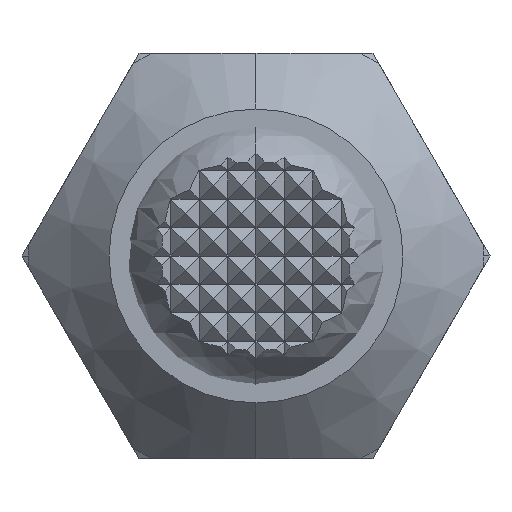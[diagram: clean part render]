
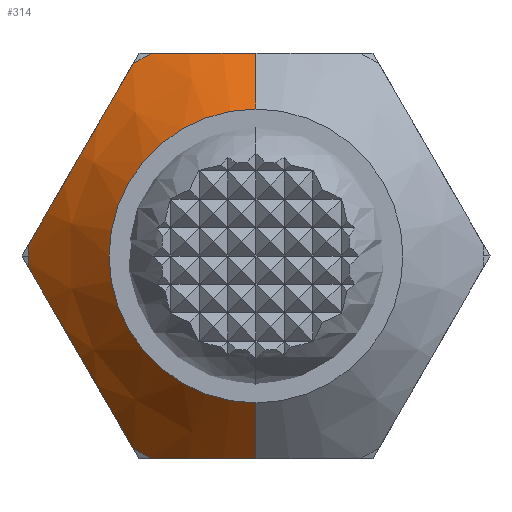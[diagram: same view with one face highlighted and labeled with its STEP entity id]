
A CAD part, left-side view. The second image highlights one B-rep face of the part: STEP entity #314.
In plain terms, the highlighted conical face has half-angle 45 degrees and reference radius 16.3 mm.
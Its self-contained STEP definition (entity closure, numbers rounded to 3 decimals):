
#314=ADVANCED_FACE('',(#880),#881,.T.);
#880=FACE_OUTER_BOUND('',#1712,.T.);
#881=CONICAL_SURFACE('',#1713,16.3,0.785);
#1712=EDGE_LOOP('',(#2532,#2533,#2534,#2535,#2536,#2537,#2538,#2539,#2540,#2541,#2542,#2543));
#1713=AXIS2_PLACEMENT_3D('',#2544,#2545,#2546);
#2532=ORIENTED_EDGE('',*,*,#4633,.F.);
#2533=ORIENTED_EDGE('',*,*,#4634,.T.);
#2534=ORIENTED_EDGE('',*,*,#4635,.T.);
#2535=ORIENTED_EDGE('',*,*,#4636,.T.);
#2536=ORIENTED_EDGE('',*,*,#4637,.T.);
#2537=ORIENTED_EDGE('',*,*,#4638,.T.);
#2538=ORIENTED_EDGE('',*,*,#4639,.T.);
#2539=ORIENTED_EDGE('',*,*,#4640,.T.);
#2540=ORIENTED_EDGE('',*,*,#4641,.T.);
#2541=ORIENTED_EDGE('',*,*,#4642,.F.);
#2542=ORIENTED_EDGE('',*,*,#4643,.T.);
#2543=ORIENTED_EDGE('',*,*,#4631,.T.);
#2544=CARTESIAN_POINT('',(-7.6,0.,0.));
#2545=DIRECTION('',(1.0,0.,0.));
#2546=DIRECTION('',(0.,0.,1.0));
#4631=EDGE_CURVE('',#5410,#5416,#5418,.T.);
#4633=EDGE_CURVE('',#5420,#5416,#5421,.T.);
#4634=EDGE_CURVE('',#5420,#5422,#5423,.T.);
#4635=EDGE_CURVE('',#5422,#5424,#5425,.T.);
#4636=EDGE_CURVE('',#5424,#5426,#5427,.T.);
#4637=EDGE_CURVE('',#5426,#5428,#5429,.T.);
#4638=EDGE_CURVE('',#5428,#5430,#5431,.T.);
#4639=EDGE_CURVE('',#5430,#5432,#5433,.T.);
#4640=EDGE_CURVE('',#5432,#5434,#5435,.T.);
#4641=EDGE_CURVE('',#5434,#5436,#5437,.T.);
#4642=EDGE_CURVE('',#5438,#5436,#5439,.T.);
#4643=EDGE_CURVE('',#5438,#5410,#5440,.T.);
#5410=VERTEX_POINT('',#6441);
#5416=VERTEX_POINT('',#6449);
#5418=CIRCLE('',#6451,8.7);
#5420=VERTEX_POINT('',#6453);
#5421=LINE('',#6454,#6455);
#5422=VERTEX_POINT('',#6456);
#5423=(B_SPLINE_CURVE(2,(#6458,#6459,#6460),.UNSPECIFIED.,.F.,.F.)B_SPLINE_CURVE_WITH_KNOTS((3,3),(0.0,47.7),.UNSPECIFIED.)RATIONAL_B_SPLINE_CURVE((1.0,1.992,1.0))BOUNDED_CURVE()REPRESENTATION_ITEM('')GEOMETRIC_REPRESENTATION_ITEM()CURVE());
#5424=VERTEX_POINT('',#6467);
#5425=CIRCLE('',#6468,13.5);
#5426=VERTEX_POINT('',#6469);
#5427=(B_SPLINE_CURVE(2,(#6471,#6472,#6473),.UNSPECIFIED.,.F.,.F.)B_SPLINE_CURVE_WITH_KNOTS((3,3),(0.0,47.7),.UNSPECIFIED.)RATIONAL_B_SPLINE_CURVE((1.0,1.992,1.0))BOUNDED_CURVE()REPRESENTATION_ITEM('')GEOMETRIC_REPRESENTATION_ITEM()CURVE());
#5428=VERTEX_POINT('',#6480);
#5429=CIRCLE('',#6481,13.5);
#5430=VERTEX_POINT('',#6482);
#5431=CIRCLE('',#6483,13.5);
#5432=VERTEX_POINT('',#6484);
#5433=(B_SPLINE_CURVE(2,(#6486,#6487,#6488),.UNSPECIFIED.,.F.,.F.)B_SPLINE_CURVE_WITH_KNOTS((3,3),(0.0,47.7),.UNSPECIFIED.)RATIONAL_B_SPLINE_CURVE((1.0,1.992,1.0))BOUNDED_CURVE()REPRESENTATION_ITEM('')GEOMETRIC_REPRESENTATION_ITEM()CURVE());
#5434=VERTEX_POINT('',#6495);
#5435=CIRCLE('',#6496,13.5);
#5436=VERTEX_POINT('',#6497);
#5437=(B_SPLINE_CURVE(2,(#6499,#6500,#6501),.UNSPECIFIED.,.F.,.F.)B_SPLINE_CURVE_WITH_KNOTS((3,3),(0.0,47.7),.UNSPECIFIED.)RATIONAL_B_SPLINE_CURVE((1.0,1.992,1.0))BOUNDED_CURVE()REPRESENTATION_ITEM('')GEOMETRIC_REPRESENTATION_ITEM()CURVE());
#5438=VERTEX_POINT('',#6508);
#5439=LINE('',#6509,#6510);
#5440=CIRCLE('',#6511,8.7);
#6441=CARTESIAN_POINT('',(-15.2,8.7,0.));
#6449=CARTESIAN_POINT('',(-15.2,0.,8.7));
#6451=AXIS2_PLACEMENT_3D('',#8146,#8147,#8148);
#6453=CARTESIAN_POINT('',(-11.9,0.,12.0));
#6454=CARTESIAN_POINT('',(-7.6,0.,16.3));
#6455=VECTOR('',#8149,1.0);
#6456=CARTESIAN_POINT('',(-10.4,6.185,12.0));
#6458=CARTESIAN_POINT('',(0.,-20.669,12.0));
#6459=CARTESIAN_POINT('',(-17.875,0.,12.0));
#6460=CARTESIAN_POINT('',(0.,20.669,12.0));
#6467=CARTESIAN_POINT('',(-10.4,7.3,11.356));
#6468=AXIS2_PLACEMENT_3D('',#8150,#8151,#8152);
#6469=CARTESIAN_POINT('',(-10.4,13.485,0.644));
#6471=CARTESIAN_POINT('',(0.,0.058,23.9));
#6472=CARTESIAN_POINT('',(-17.875,10.392,6.));
#6473=CARTESIAN_POINT('',(0.,20.727,-11.9));
#6480=CARTESIAN_POINT('',(-10.4,13.5,0.));
#6481=AXIS2_PLACEMENT_3D('',#8153,#8154,#8155);
#6482=CARTESIAN_POINT('',(-10.4,13.485,-0.644));
#6483=AXIS2_PLACEMENT_3D('',#8156,#8157,#8158);
#6484=CARTESIAN_POINT('',(-10.4,7.3,-11.356));
#6486=CARTESIAN_POINT('',(0.,20.727,11.9));
#6487=CARTESIAN_POINT('',(-17.875,10.392,-6.0));
#6488=CARTESIAN_POINT('',(0.,0.058,-23.9));
#6495=CARTESIAN_POINT('',(-10.4,6.185,-12.0));
#6496=AXIS2_PLACEMENT_3D('',#8159,#8160,#8161);
#6497=CARTESIAN_POINT('',(-11.9,0.,-12.0));
#6499=CARTESIAN_POINT('',(0.,20.669,-12.0));
#6500=CARTESIAN_POINT('',(-17.875,0.,-12.0));
#6501=CARTESIAN_POINT('',(0.,-20.669,-12.0));
#6508=CARTESIAN_POINT('',(-15.2,0.,-8.7));
#6509=CARTESIAN_POINT('',(-7.6,0.,-16.3));
#6510=VECTOR('',#8162,1.0);
#6511=AXIS2_PLACEMENT_3D('',#8163,#8164,#8165);
#8146=CARTESIAN_POINT('',(-15.2,0.0,0.0));
#8147=DIRECTION('',(1.0,0.0,0.0));
#8148=DIRECTION('',(0.0,1.0,0.));
#8149=DIRECTION('',(-0.707,0.,-0.707));
#8150=CARTESIAN_POINT('',(-10.4,0.,0.0));
#8151=DIRECTION('',(-1.0,0.,0.0));
#8152=DIRECTION('',(0.,-1.0,0.0));
#8153=CARTESIAN_POINT('',(-10.4,0.,0.0));
#8154=DIRECTION('',(-1.0,0.,0.0));
#8155=DIRECTION('',(0.,-1.0,0.0));
#8156=CARTESIAN_POINT('',(-10.4,0.,0.0));
#8157=DIRECTION('',(-1.0,0.,0.0));
#8158=DIRECTION('',(0.,-1.0,0.0));
#8159=CARTESIAN_POINT('',(-10.4,0.,0.0));
#8160=DIRECTION('',(-1.0,0.,0.0));
#8161=DIRECTION('',(0.,-1.0,0.0));
#8162=DIRECTION('',(0.707,0.,-0.707));
#8163=CARTESIAN_POINT('',(-15.2,0.0,0.0));
#8164=DIRECTION('',(1.0,0.0,0.0));
#8165=DIRECTION('',(0.0,1.0,0.));
